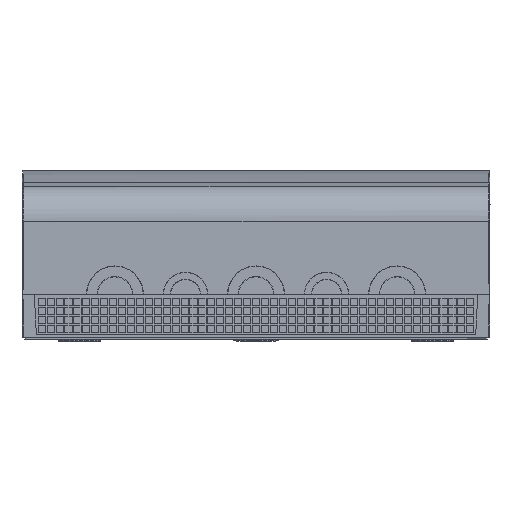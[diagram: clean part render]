
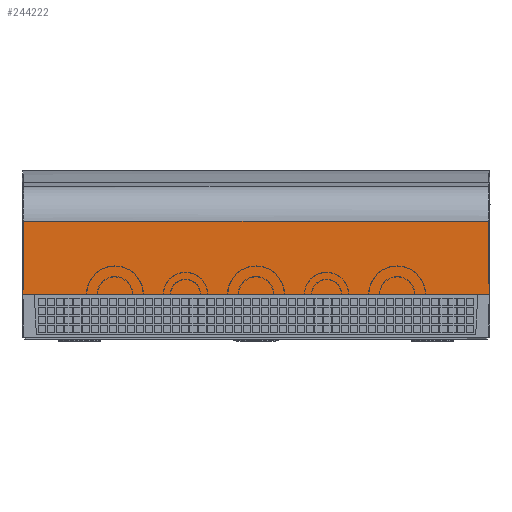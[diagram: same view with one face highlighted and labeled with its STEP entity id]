
A CAD part, top view. The second image highlights one B-rep face of the part: STEP entity #244222.
In plain terms, the highlighted planar face has unit normal (0, 0.009, 1).
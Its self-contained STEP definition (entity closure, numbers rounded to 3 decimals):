
#14666 = FACE_OUTER_BOUND ( 'NONE', #188753, .T. ) ;
#19839 = EDGE_CURVE ( 'NONE', #22663, #63357, #257946, .T. ) ;
#22663 = VERTEX_POINT ( 'NONE', #208373 ) ;
#24429 = VECTOR ( 'NONE', #78679, 1000. ) ;
#27158 = LINE ( 'NONE', #47125, #24429 ) ;
#37576 = ORIENTED_EDGE ( 'NONE', *, *, #170134, .F. ) ;
#47125 = CARTESIAN_POINT ( 'NONE',  ( 131., 24., 99. ) ) ;
#47866 = EDGE_CURVE ( 'NONE', #58724, #22663, #148302, .T. ) ;
#58724 = VERTEX_POINT ( 'NONE', #66930 ) ;
#63357 = VERTEX_POINT ( 'NONE', #210372 ) ;
#64426 = DIRECTION ( 'NONE',  ( 0., 0.009, 1. ) ) ;
#66930 = CARTESIAN_POINT ( 'NONE',  ( 130.5, 24., 99. ) ) ;
#68812 = AXIS2_PLACEMENT_3D ( 'NONE', #89401, #64426, #292873 ) ;
#72770 = ORIENTED_EDGE ( 'NONE', *, *, #47866, .T. ) ;
#76827 = CARTESIAN_POINT ( 'NONE',  ( 130.143, 64.913, 98.643 ) ) ;
#77006 = LINE ( 'NONE', #232594, #119199 ) ;
#78679 = DIRECTION ( 'NONE',  ( -1., 0., 0. ) ) ;
#87588 = EDGE_CURVE ( 'NONE', #63357, #89137, #77006, .T. ) ;
#89137 = VERTEX_POINT ( 'NONE', #238470 ) ;
#89401 = CARTESIAN_POINT ( 'NONE',  ( 131., 24., 99. ) ) ;
#105577 = ORIENTED_EDGE ( 'NONE', *, *, #87588, .T. ) ;
#106882 = DIRECTION ( 'NONE',  ( -0.009, -1., 0.009 ) ) ;
#119199 = VECTOR ( 'NONE', #106882, 1000. ) ;
#125132 = DIRECTION ( 'NONE',  ( -0.009, 1., -0.009 ) ) ;
#148302 = LINE ( 'NONE', #76827, #305737 ) ;
#170134 = EDGE_CURVE ( 'NONE', #58724, #89137, #27158, .T. ) ;
#188753 = EDGE_LOOP ( 'NONE', ( #310570, #105577, #37576, #72770 ) ) ;
#208373 = CARTESIAN_POINT ( 'NONE',  ( 130.143, 64.917, 98.643 ) ) ;
#210372 = CARTESIAN_POINT ( 'NONE',  ( -130.143, 64.917, 98.643 ) ) ;
#214866 = DIRECTION ( 'NONE',  ( -1., 0., 0. ) ) ;
#232594 = CARTESIAN_POINT ( 'NONE',  ( -130.48, 26.282, 98.98 ) ) ;
#238470 = CARTESIAN_POINT ( 'NONE',  ( -130.5, 24., 99. ) ) ;
#241719 = PLANE ( 'NONE',  #68812 ) ;
#244222 = ADVANCED_FACE ( 'NONE', ( #14666 ), #241719, .T. ) ;
#257946 = LINE ( 'NONE', #315608, #276438 ) ;
#276438 = VECTOR ( 'NONE', #214866, 1000. ) ;
#292873 = DIRECTION ( 'NONE',  ( 0., 1., -0.009 ) ) ;
#305737 = VECTOR ( 'NONE', #125132, 1000. ) ;
#310570 = ORIENTED_EDGE ( 'NONE', *, *, #19839, .T. ) ;
#315608 = CARTESIAN_POINT ( 'NONE',  ( 131., 64.917, 98.643 ) ) ;
